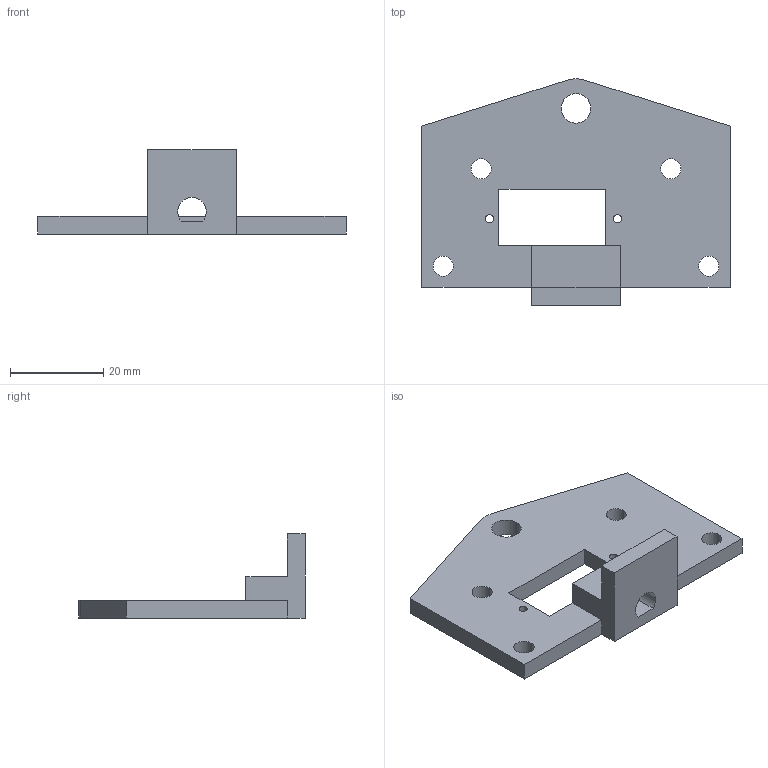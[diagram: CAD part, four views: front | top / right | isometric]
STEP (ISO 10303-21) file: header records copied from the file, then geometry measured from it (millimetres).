
FILE_DESCRIPTION (( 'STEP AP203' ), '1' );
FILE_NAME ('Gripper Motor side plate.STEP', '2016-07-29T00:28:20', ( '' ), ( '' ), 'SwSTEP 2.0', 'SolidWorks 2015', '' );
FILE_SCHEMA (( 'CONFIG_CONTROL_DESIGN' ));
Length unit declared in the file: inch
Products named in the file (1): Gripper Motor side plate
Bounding box: 66.04 x 48.51 x 18.03 mm (x, y, z)
Volume: 10413 mm3; surface area: 6986.2 mm2
Topology: 1 solids, 1 shells, 37 faces, 108 edges, 72 vertices
Faces by surface type: plane 19, cylinder 18
Entity records: 1357 total; most frequent: DIRECTION 220, CARTESIAN_POINT 218, ORIENTED_EDGE 216, EDGE_CURVE 108, AXIS2_PLACEMENT_3D 74, VERTEX_POINT 72, VECTOR 72, LINE 72
